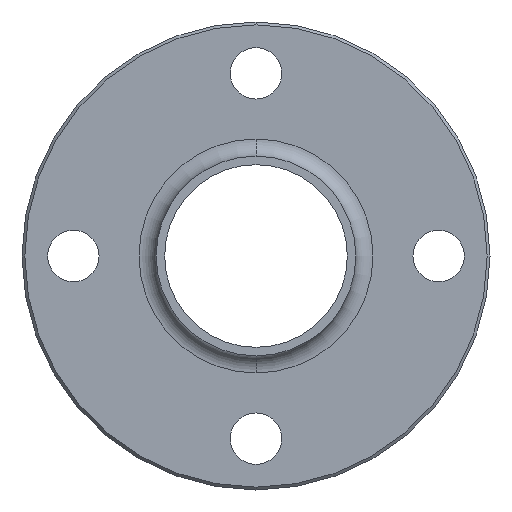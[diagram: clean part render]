
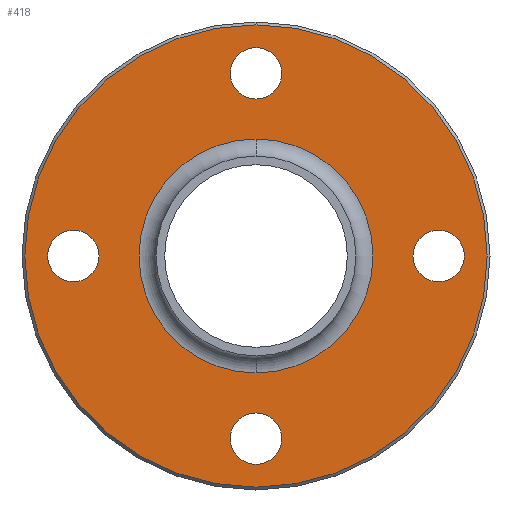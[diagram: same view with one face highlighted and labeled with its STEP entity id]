
A CAD part, left-side view. The second image highlights one B-rep face of the part: STEP entity #418.
In plain terms, the highlighted planar face has unit normal (-1, 0, 0).
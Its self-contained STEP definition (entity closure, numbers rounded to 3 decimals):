
#12 = CIRCLE ( 'NONE', #357, 4.5 ) ;
#15 = AXIS2_PLACEMENT_3D ( 'NONE', #588, #503, #723 ) ;
#25 = CARTESIAN_POINT ( 'NONE',  ( 6.609, 32., 4.5 ) ) ;
#29 = VERTEX_POINT ( 'NONE', #608 ) ;
#39 = ORIENTED_EDGE ( 'NONE', *, *, #687, .T. ) ;
#53 = VERTEX_POINT ( 'NONE', #146 ) ;
#57 = EDGE_CURVE ( 'NONE', #821, #699, #922, .T. ) ;
#64 = DIRECTION ( 'NONE',  ( 0., 0., -1. ) ) ;
#65 = DIRECTION ( 'NONE',  ( -1., 0., 0. ) ) ;
#79 = DIRECTION ( 'NONE',  ( 1., 0., 0. ) ) ;
#84 = DIRECTION ( 'NONE',  ( 0., 0., -1. ) ) ;
#92 = CARTESIAN_POINT ( 'NONE',  ( 6.609, 0., 0. ) ) ;
#119 = CARTESIAN_POINT ( 'NONE',  ( 6.609, 0., -40.5 ) ) ;
#137 = DIRECTION ( 'NONE',  ( 1., 0., 0. ) ) ;
#144 = CARTESIAN_POINT ( 'NONE',  ( 6.609, 0., 32. ) ) ;
#146 = CARTESIAN_POINT ( 'NONE',  ( 6.609, 0., -27.5 ) ) ;
#148 = ORIENTED_EDGE ( 'NONE', *, *, #572, .T. ) ;
#161 = FACE_BOUND ( 'NONE', #722, .T. ) ;
#207 = DIRECTION ( 'NONE',  ( 1., 0., 0. ) ) ;
#209 = DIRECTION ( 'NONE',  ( 1., 0., 0. ) ) ;
#234 = DIRECTION ( 'NONE',  ( -1., 0., 0. ) ) ;
#236 = VERTEX_POINT ( 'NONE', #585 ) ;
#237 = CARTESIAN_POINT ( 'NONE',  ( 6.609, 0., 32. ) ) ;
#248 = AXIS2_PLACEMENT_3D ( 'NONE', #654, #513, #351 ) ;
#274 = CARTESIAN_POINT ( 'NONE',  ( 6.609, -32., -4.5 ) ) ;
#276 = DIRECTION ( 'NONE',  ( 1., 0., 0. ) ) ;
#277 = EDGE_CURVE ( 'NONE', #29, #576, #299, .T. ) ;
#278 = EDGE_CURVE ( 'NONE', #787, #290, #919, .T. ) ;
#290 = VERTEX_POINT ( 'NONE', #432 ) ;
#292 = DIRECTION ( 'NONE',  ( -1., 0., 0. ) ) ;
#294 = ORIENTED_EDGE ( 'NONE', *, *, #277, .F. ) ;
#297 = DIRECTION ( 'NONE',  ( 0., 0., 1. ) ) ;
#299 = CIRCLE ( 'NONE', #248, 20.5 ) ;
#311 = DIRECTION ( 'NONE',  ( 0., 0., -1. ) ) ;
#315 = AXIS2_PLACEMENT_3D ( 'NONE', #499, #65, #571 ) ;
#324 = CARTESIAN_POINT ( 'NONE',  ( 6.609, 0., -32. ) ) ;
#330 = EDGE_LOOP ( 'NONE', ( #294, #977 ) ) ;
#331 = AXIS2_PLACEMENT_3D ( 'NONE', #761, #79, #84 ) ;
#334 = CIRCLE ( 'NONE', #582, 4.5 ) ;
#338 = EDGE_CURVE ( 'NONE', #699, #821, #504, .T. ) ;
#350 = EDGE_CURVE ( 'NONE', #290, #787, #579, .T. ) ;
#351 = DIRECTION ( 'NONE',  ( 0., 0., 1. ) ) ;
#357 = AXIS2_PLACEMENT_3D ( 'NONE', #237, #818, #917 ) ;
#366 = EDGE_CURVE ( 'NONE', #576, #29, #850, .T. ) ;
#375 = EDGE_LOOP ( 'NONE', ( #39, #446 ) ) ;
#380 = DIRECTION ( 'NONE',  ( 0., 0., 1. ) ) ;
#383 = AXIS2_PLACEMENT_3D ( 'NONE', #324, #715, #928 ) ;
#396 = CIRCLE ( 'NONE', #15, 4.5 ) ;
#418 = ADVANCED_FACE ( 'NONE', ( #468, #768, #161, #691, #830, #755 ), #523, .F. ) ;
#421 = CARTESIAN_POINT ( 'NONE',  ( 6.609, -32., 4.5 ) ) ;
#432 = CARTESIAN_POINT ( 'NONE',  ( 6.609, 0., 40.5 ) ) ;
#433 = ORIENTED_EDGE ( 'NONE', *, *, #338, .T. ) ;
#441 = VERTEX_POINT ( 'NONE', #448 ) ;
#446 = ORIENTED_EDGE ( 'NONE', *, *, #555, .T. ) ;
#448 = CARTESIAN_POINT ( 'NONE',  ( 6.609, 32., -4.5 ) ) ;
#450 = CARTESIAN_POINT ( 'NONE',  ( 6.609, -32., 0. ) ) ;
#451 = ORIENTED_EDGE ( 'NONE', *, *, #57, .T. ) ;
#455 = CIRCLE ( 'NONE', #867, 4.5 ) ;
#468 = FACE_BOUND ( 'NONE', #857, .T. ) ;
#499 = CARTESIAN_POINT ( 'NONE',  ( 6.609, 0., 0. ) ) ;
#503 = DIRECTION ( 'NONE',  ( 1., 0., 0. ) ) ;
#504 = CIRCLE ( 'NONE', #933, 4.5 ) ;
#505 = DIRECTION ( 'NONE',  ( 0., 0., -1. ) ) ;
#506 = ORIENTED_EDGE ( 'NONE', *, *, #278, .T. ) ;
#513 = DIRECTION ( 'NONE',  ( -1., 0., 0. ) ) ;
#523 = PLANE ( 'NONE',  #331 ) ;
#542 = VERTEX_POINT ( 'NONE', #794 ) ;
#547 = CARTESIAN_POINT ( 'NONE',  ( 6.609, 32., 0. ) ) ;
#555 = EDGE_CURVE ( 'NONE', #633, #441, #645, .T. ) ;
#571 = DIRECTION ( 'NONE',  ( 0., 0., 1. ) ) ;
#572 = EDGE_CURVE ( 'NONE', #974, #53, #806, .T. ) ;
#576 = VERTEX_POINT ( 'NONE', #853 ) ;
#579 = CIRCLE ( 'NONE', #801, 40.5 ) ;
#582 = AXIS2_PLACEMENT_3D ( 'NONE', #886, #209, #964 ) ;
#585 = CARTESIAN_POINT ( 'NONE',  ( 6.609, 0., 27.5 ) ) ;
#588 = CARTESIAN_POINT ( 'NONE',  ( 6.609, 32., 0. ) ) ;
#598 = EDGE_LOOP ( 'NONE', ( #506, #609 ) ) ;
#608 = CARTESIAN_POINT ( 'NONE',  ( 6.609, 0., 20.5 ) ) ;
#609 = ORIENTED_EDGE ( 'NONE', *, *, #350, .T. ) ;
#620 = DIRECTION ( 'NONE',  ( 1., 0., 0. ) ) ;
#633 = VERTEX_POINT ( 'NONE', #25 ) ;
#645 = CIRCLE ( 'NONE', #680, 4.5 ) ;
#654 = CARTESIAN_POINT ( 'NONE',  ( 6.609, 0., 0. ) ) ;
#672 = CARTESIAN_POINT ( 'NONE',  ( 6.609, 0., -36.5 ) ) ;
#680 = AXIS2_PLACEMENT_3D ( 'NONE', #547, #620, #936 ) ;
#687 = EDGE_CURVE ( 'NONE', #441, #633, #396, .T. ) ;
#691 = FACE_BOUND ( 'NONE', #375, .T. ) ;
#693 = ORIENTED_EDGE ( 'NONE', *, *, #771, .T. ) ;
#699 = VERTEX_POINT ( 'NONE', #421 ) ;
#715 = DIRECTION ( 'NONE',  ( 1., 0., 0. ) ) ;
#722 = EDGE_LOOP ( 'NONE', ( #148, #693 ) ) ;
#723 = DIRECTION ( 'NONE',  ( 0., 0., -1. ) ) ;
#732 = CARTESIAN_POINT ( 'NONE',  ( 6.609, 0., 0. ) ) ;
#755 = FACE_OUTER_BOUND ( 'NONE', #598, .T. ) ;
#761 = CARTESIAN_POINT ( 'NONE',  ( 6.609, 20.5, 0. ) ) ;
#768 = FACE_BOUND ( 'NONE', #796, .T. ) ;
#771 = EDGE_CURVE ( 'NONE', #53, #974, #334, .T. ) ;
#787 = VERTEX_POINT ( 'NONE', #119 ) ;
#794 = CARTESIAN_POINT ( 'NONE',  ( 6.609, 0., 36.5 ) ) ;
#796 = EDGE_LOOP ( 'NONE', ( #451, #433 ) ) ;
#801 = AXIS2_PLACEMENT_3D ( 'NONE', #732, #292, #380 ) ;
#806 = CIRCLE ( 'NONE', #383, 4.5 ) ;
#818 = DIRECTION ( 'NONE',  ( 1., 0., 0. ) ) ;
#821 = VERTEX_POINT ( 'NONE', #274 ) ;
#830 = FACE_BOUND ( 'NONE', #330, .T. ) ;
#837 = AXIS2_PLACEMENT_3D ( 'NONE', #92, #234, #297 ) ;
#850 = CIRCLE ( 'NONE', #837, 20.5 ) ;
#853 = CARTESIAN_POINT ( 'NONE',  ( 6.609, 0., -20.5 ) ) ;
#857 = EDGE_LOOP ( 'NONE', ( #926, #945 ) ) ;
#867 = AXIS2_PLACEMENT_3D ( 'NONE', #144, #137, #64 ) ;
#886 = CARTESIAN_POINT ( 'NONE',  ( 6.609, 0., -32. ) ) ;
#896 = CARTESIAN_POINT ( 'NONE',  ( 6.609, -32., 0. ) ) ;
#910 = EDGE_CURVE ( 'NONE', #542, #236, #12, .T. ) ;
#917 = DIRECTION ( 'NONE',  ( 0., 0., -1. ) ) ;
#919 = CIRCLE ( 'NONE', #315, 40.5 ) ;
#922 = CIRCLE ( 'NONE', #953, 4.5 ) ;
#926 = ORIENTED_EDGE ( 'NONE', *, *, #951, .T. ) ;
#928 = DIRECTION ( 'NONE',  ( 0., 0., -1. ) ) ;
#933 = AXIS2_PLACEMENT_3D ( 'NONE', #896, #276, #505 ) ;
#936 = DIRECTION ( 'NONE',  ( 0., 0., -1. ) ) ;
#945 = ORIENTED_EDGE ( 'NONE', *, *, #910, .T. ) ;
#951 = EDGE_CURVE ( 'NONE', #236, #542, #455, .T. ) ;
#953 = AXIS2_PLACEMENT_3D ( 'NONE', #450, #207, #311 ) ;
#964 = DIRECTION ( 'NONE',  ( 0., 0., -1. ) ) ;
#974 = VERTEX_POINT ( 'NONE', #672 ) ;
#977 = ORIENTED_EDGE ( 'NONE', *, *, #366, .F. ) ;
